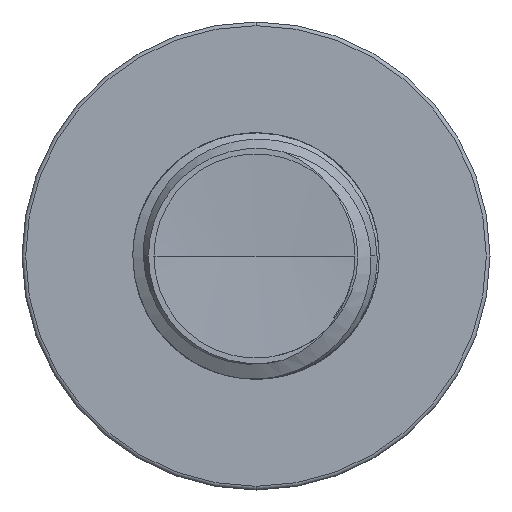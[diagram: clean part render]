
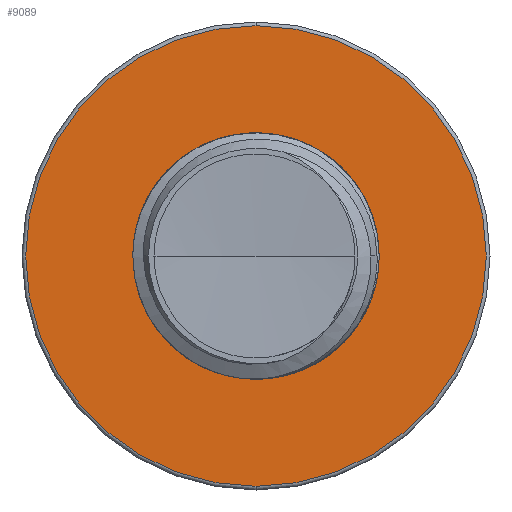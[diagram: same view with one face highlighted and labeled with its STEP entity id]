
A CAD part, front view. The second image highlights one B-rep face of the part: STEP entity #9089.
In plain terms, the highlighted planar face has unit normal (0, -1, 0).
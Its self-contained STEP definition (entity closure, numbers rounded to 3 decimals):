
#316 = AXIS2_PLACEMENT_3D ( 'NONE', #25225, #27453, #13953 ) ;
#2358 = VERTEX_POINT ( 'NONE', #22863 ) ;
#3888 = AXIS2_PLACEMENT_3D ( 'NONE', #12411, #28212, #14758 ) ;
#3924 = ORIENTED_EDGE ( 'NONE', *, *, #27494, .T. ) ;
#3925 = AXIS2_PLACEMENT_3D ( 'NONE', #13769, #29475, #16159 ) ;
#6865 = EDGE_CURVE ( 'NONE', #12856, #18515, #8541, .T. ) ;
#8051 = DIRECTION ( 'NONE',  ( 0., 0., -1. ) ) ;
#8107 = DIRECTION ( 'NONE',  ( 0., -1., 0. ) ) ;
#8115 = CARTESIAN_POINT ( 'NONE',  ( 0., 7., 0. ) ) ;
#8541 = CIRCLE ( 'NONE', #12479, 4.675 ) ;
#8624 = CARTESIAN_POINT ( 'NONE',  ( 0., 7., -2.438 ) ) ;
#9089 = ADVANCED_FACE ( 'NONE', ( #11341, #23514 ), #9338, .T. ) ;
#9338 = PLANE ( 'NONE',  #316 ) ;
#9949 = CIRCLE ( 'NONE', #3925, 4.675 ) ;
#10292 = CARTESIAN_POINT ( 'NONE',  ( 0., 7., 0. ) ) ;
#10420 = EDGE_CURVE ( 'NONE', #2358, #28710, #18604, .T. ) ;
#10464 = ORIENTED_EDGE ( 'NONE', *, *, #10420, .F. ) ;
#11341 = FACE_OUTER_BOUND ( 'NONE', #17776, .T. ) ;
#12411 = CARTESIAN_POINT ( 'NONE',  ( 0., 7., 0. ) ) ;
#12479 = AXIS2_PLACEMENT_3D ( 'NONE', #8115, #8107, #8051 ) ;
#12608 = DIRECTION ( 'NONE',  ( 0., 0., -1. ) ) ;
#12856 = VERTEX_POINT ( 'NONE', #28726 ) ;
#13612 = CIRCLE ( 'NONE', #3888, 2.438 ) ;
#13769 = CARTESIAN_POINT ( 'NONE',  ( 0., 7., 0. ) ) ;
#13953 = DIRECTION ( 'NONE',  ( 0., 0., -1. ) ) ;
#14758 = DIRECTION ( 'NONE',  ( 0., 0., -1. ) ) ;
#15192 = EDGE_LOOP ( 'NONE', ( #16411, #10464 ) ) ;
#16159 = DIRECTION ( 'NONE',  ( 0., 0., -1. ) ) ;
#16411 = ORIENTED_EDGE ( 'NONE', *, *, #20206, .F. ) ;
#17776 = EDGE_LOOP ( 'NONE', ( #3924, #29502 ) ) ;
#18363 = AXIS2_PLACEMENT_3D ( 'NONE', #10292, #26139, #12608 ) ;
#18515 = VERTEX_POINT ( 'NONE', #26169 ) ;
#18604 = CIRCLE ( 'NONE', #18363, 2.438 ) ;
#20206 = EDGE_CURVE ( 'NONE', #28710, #2358, #13612, .T. ) ;
#22863 = CARTESIAN_POINT ( 'NONE',  ( 0., 7., 2.438 ) ) ;
#23514 = FACE_BOUND ( 'NONE', #15192, .T. ) ;
#25225 = CARTESIAN_POINT ( 'NONE',  ( 0., 7., 2.438 ) ) ;
#26139 = DIRECTION ( 'NONE',  ( 0., -1., 0. ) ) ;
#26169 = CARTESIAN_POINT ( 'NONE',  ( 0., 7., -4.675 ) ) ;
#27453 = DIRECTION ( 'NONE',  ( 0., -1., 0. ) ) ;
#27494 = EDGE_CURVE ( 'NONE', #18515, #12856, #9949, .T. ) ;
#28212 = DIRECTION ( 'NONE',  ( 0., -1., 0. ) ) ;
#28710 = VERTEX_POINT ( 'NONE', #8624 ) ;
#28726 = CARTESIAN_POINT ( 'NONE',  ( 0., 7., 4.675 ) ) ;
#29475 = DIRECTION ( 'NONE',  ( 0., -1., 0. ) ) ;
#29502 = ORIENTED_EDGE ( 'NONE', *, *, #6865, .T. ) ;
